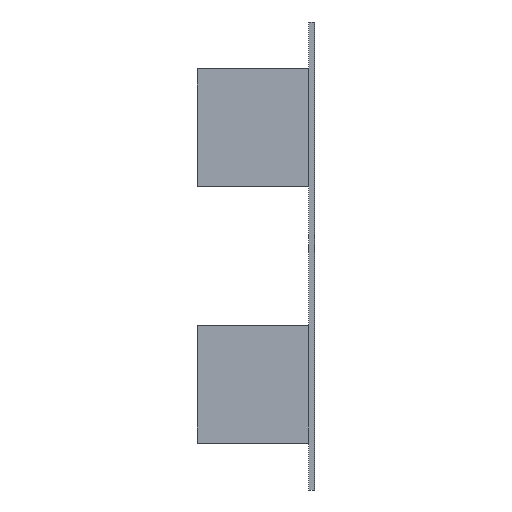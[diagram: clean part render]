
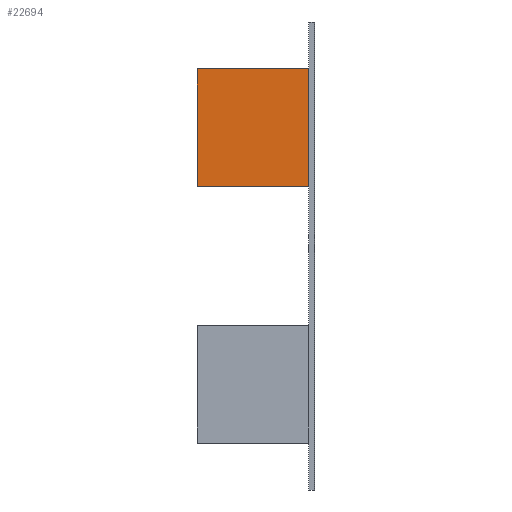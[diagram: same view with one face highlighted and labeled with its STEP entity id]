
A CAD part, left-side view. The second image highlights one B-rep face of the part: STEP entity #22694.
In plain terms, the highlighted planar face has unit normal (-1, 0, 0).
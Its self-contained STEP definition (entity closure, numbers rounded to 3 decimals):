
#703 = DIRECTION ( 'NONE',  ( 0., 0., 1. ) ) ;
#1841 = VECTOR ( 'NONE', #26933, 1000. ) ;
#1842 = VECTOR ( 'NONE', #12177, 1000. ) ;
#2297 = VERTEX_POINT ( 'NONE', #9780 ) ;
#2965 = VERTEX_POINT ( 'NONE', #26115 ) ;
#3410 = PLANE ( 'NONE',  #17366 ) ;
#3425 = FACE_OUTER_BOUND ( 'NONE', #9090, .T. ) ;
#4867 = CARTESIAN_POINT ( 'NONE',  ( -50.017, 2., 12.656 ) ) ;
#5537 = CARTESIAN_POINT ( 'NONE',  ( -50.017, 2., 12.656 ) ) ;
#5627 = DIRECTION ( 'NONE',  ( 0., 0., -1. ) ) ;
#8413 = LINE ( 'NONE', #4867, #1841 ) ;
#9090 = EDGE_LOOP ( 'NONE', ( #14073, #9263, #27871, #20586 ) ) ;
#9263 = ORIENTED_EDGE ( 'NONE', *, *, #14621, .F. ) ;
#9780 = CARTESIAN_POINT ( 'NONE',  ( -50.017, 0.1, 12.656 ) ) ;
#9882 = VERTEX_POINT ( 'NONE', #15532 ) ;
#9992 = CARTESIAN_POINT ( 'NONE',  ( -50.017, 2., 14.668 ) ) ;
#12177 = DIRECTION ( 'NONE',  ( 0., -1., 0. ) ) ;
#13331 = VERTEX_POINT ( 'NONE', #20108 ) ;
#13377 = LINE ( 'NONE', #21100, #24443 ) ;
#14073 = ORIENTED_EDGE ( 'NONE', *, *, #23374, .T. ) ;
#14621 = EDGE_CURVE ( 'NONE', #2965, #13331, #26008, .T. ) ;
#15135 = EDGE_CURVE ( 'NONE', #9882, #2965, #28360, .T. ) ;
#15532 = CARTESIAN_POINT ( 'NONE',  ( -50.017, 2., 12.656 ) ) ;
#17366 = AXIS2_PLACEMENT_3D ( 'NONE', #5537, #18826, #5627 ) ;
#18826 = DIRECTION ( 'NONE',  ( 1., 0., 0. ) ) ;
#20108 = CARTESIAN_POINT ( 'NONE',  ( -50.017, 0.1, 14.668 ) ) ;
#20586 = ORIENTED_EDGE ( 'NONE', *, *, #25544, .T. ) ;
#21100 = CARTESIAN_POINT ( 'NONE',  ( -50.017, 0.1, 12.656 ) ) ;
#22694 = ADVANCED_FACE ( 'NONE', ( #3425 ), #3410, .F. ) ;
#22765 = CARTESIAN_POINT ( 'NONE',  ( -50.017, 2., 12.656 ) ) ;
#23191 = VECTOR ( 'NONE', #703, 1000. ) ;
#23325 = DIRECTION ( 'NONE',  ( 0., 0., 1. ) ) ;
#23374 = EDGE_CURVE ( 'NONE', #2297, #13331, #13377, .T. ) ;
#24443 = VECTOR ( 'NONE', #23325, 1000. ) ;
#25544 = EDGE_CURVE ( 'NONE', #9882, #2297, #8413, .T. ) ;
#26008 = LINE ( 'NONE', #9992, #1842 ) ;
#26115 = CARTESIAN_POINT ( 'NONE',  ( -50.017, 2., 14.668 ) ) ;
#26933 = DIRECTION ( 'NONE',  ( 0., -1., 0. ) ) ;
#27871 = ORIENTED_EDGE ( 'NONE', *, *, #15135, .F. ) ;
#28360 = LINE ( 'NONE', #22765, #23191 ) ;
